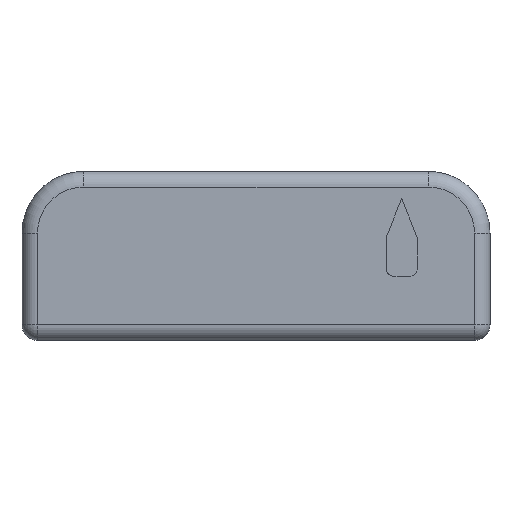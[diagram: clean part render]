
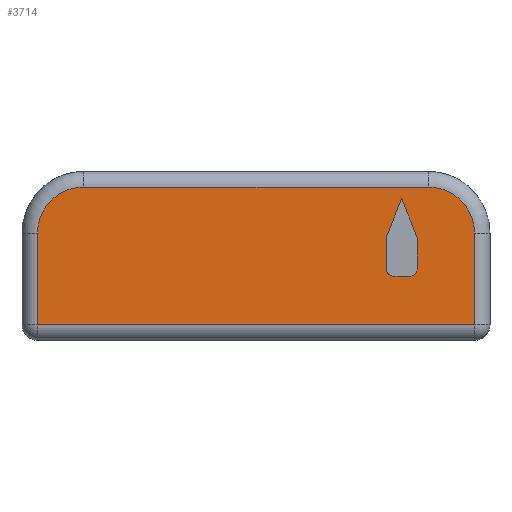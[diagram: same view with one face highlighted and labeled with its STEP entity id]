
A CAD part, left-side view. The second image highlights one B-rep face of the part: STEP entity #3714.
In plain terms, the highlighted planar face has unit normal (-1, 0, 0).
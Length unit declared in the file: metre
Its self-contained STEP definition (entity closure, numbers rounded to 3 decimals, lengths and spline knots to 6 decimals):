
#150=CIRCLE('',#3962,0.005943);
#151=CIRCLE('',#3963,0.005943);
#152=CIRCLE('',#3964,0.001);
#153=CIRCLE('',#3965,0.001);
#403=ORIENTED_EDGE('',*,*,#1522,.T.);
#404=ORIENTED_EDGE('',*,*,#1523,.T.);
#405=ORIENTED_EDGE('',*,*,#1524,.T.);
#406=ORIENTED_EDGE('',*,*,#1525,.T.);
#407=ORIENTED_EDGE('',*,*,#1526,.T.);
#408=ORIENTED_EDGE('',*,*,#1527,.T.);
#409=ORIENTED_EDGE('',*,*,#1528,.F.);
#410=ORIENTED_EDGE('',*,*,#1529,.F.);
#411=ORIENTED_EDGE('',*,*,#1530,.F.);
#412=ORIENTED_EDGE('',*,*,#1531,.F.);
#413=ORIENTED_EDGE('',*,*,#1532,.F.);
#414=ORIENTED_EDGE('',*,*,#1533,.F.);
#415=ORIENTED_EDGE('',*,*,#1534,.F.);
#1522=EDGE_CURVE('',#2075,#2076,#2428,.T.);
#1523=EDGE_CURVE('',#2076,#2077,#2429,.T.);
#1524=EDGE_CURVE('',#2077,#2078,#2430,.F.);
#1525=EDGE_CURVE('',#2078,#2079,#150,.F.);
#1526=EDGE_CURVE('',#2079,#2080,#2431,.F.);
#1527=EDGE_CURVE('',#2080,#2075,#151,.F.);
#1528=EDGE_CURVE('',#2081,#2082,#2432,.T.);
#1529=EDGE_CURVE('',#2083,#2081,#2433,.T.);
#1530=EDGE_CURVE('',#2084,#2083,#152,.F.);
#1531=EDGE_CURVE('',#2085,#2084,#2434,.T.);
#1532=EDGE_CURVE('',#2086,#2085,#153,.F.);
#1533=EDGE_CURVE('',#2087,#2086,#2435,.T.);
#1534=EDGE_CURVE('',#2082,#2087,#2436,.T.);
#2075=VERTEX_POINT('',#5600);
#2076=VERTEX_POINT('',#5601);
#2077=VERTEX_POINT('',#5603);
#2078=VERTEX_POINT('',#5605);
#2079=VERTEX_POINT('',#5607);
#2080=VERTEX_POINT('',#5609);
#2081=VERTEX_POINT('',#5612);
#2082=VERTEX_POINT('',#5613);
#2083=VERTEX_POINT('',#5615);
#2084=VERTEX_POINT('',#5617);
#2085=VERTEX_POINT('',#5619);
#2086=VERTEX_POINT('',#5621);
#2087=VERTEX_POINT('',#5623);
#2428=LINE('',#5599,#2838);
#2429=LINE('',#5602,#2839);
#2430=LINE('',#5604,#2840);
#2431=LINE('',#5608,#2841);
#2432=LINE('',#5611,#2842);
#2433=LINE('',#5614,#2843);
#2434=LINE('',#5618,#2844);
#2435=LINE('',#5622,#2845);
#2436=LINE('',#5624,#2846);
#2838=VECTOR('',#4448,1.);
#2839=VECTOR('',#4449,1.);
#2840=VECTOR('',#4450,1.);
#2841=VECTOR('',#4453,1.);
#2842=VECTOR('',#4456,1.);
#2843=VECTOR('',#4457,1.);
#2844=VECTOR('',#4460,1.);
#2845=VECTOR('',#4463,1.);
#2846=VECTOR('',#4464,1.);
#3162=EDGE_LOOP('',(#403,#404,#405,#406,#407,#408));
#3163=EDGE_LOOP('',(#409,#410,#411,#412,#413,#414,#415));
#3373=FACE_BOUND('',#3162,.T.);
#3374=FACE_BOUND('',#3163,.T.);
#3580=PLANE('',#3961);
#3714=ADVANCED_FACE('',(#3373,#3374),#3580,.F.);
#3961=AXIS2_PLACEMENT_3D('',#5598,#4446,#4447);
#3962=AXIS2_PLACEMENT_3D('',#5606,#4451,#4452);
#3963=AXIS2_PLACEMENT_3D('',#5610,#4454,#4455);
#3964=AXIS2_PLACEMENT_3D('',#5616,#4458,#4459);
#3965=AXIS2_PLACEMENT_3D('',#5620,#4461,#4462);
#4446=DIRECTION('',(1.,0.,0.));
#4447=DIRECTION('',(0.,1.,0.));
#4448=DIRECTION('',(0.,0.,-1.));
#4449=DIRECTION('',(0.,-1.,0.));
#4450=DIRECTION('',(0.,0.,-1.));
#4451=DIRECTION('',(1.,0.,0.));
#4452=DIRECTION('',(0.,0.,-1.));
#4453=DIRECTION('',(0.,-1.,0.));
#4454=DIRECTION('',(1.,0.,0.));
#4455=DIRECTION('',(0.,0.,-1.));
#4456=DIRECTION('',(0.,0.371,0.928));
#4457=DIRECTION('',(0.,0.,1.));
#4458=DIRECTION('',(1.,0.,0.));
#4459=DIRECTION('',(0.,0.,-1.));
#4460=DIRECTION('',(0.,-1.,0.));
#4461=DIRECTION('',(1.,0.,0.));
#4462=DIRECTION('',(0.,0.,-1.));
#4463=DIRECTION('',(0.,0.,-1.));
#4464=DIRECTION('',(0.,0.371,-0.928));
#5598=CARTESIAN_POINT('',(-0.0054,0.0104,-0.0015));
#5599=CARTESIAN_POINT('',(-0.0054,0.0282,-0.0015));
#5600=CARTESIAN_POINT('',(-0.0054,0.0282,0.001457));
#5601=CARTESIAN_POINT('',(-0.0054,0.0282,-0.0104));
#5602=CARTESIAN_POINT('',(-0.0054,-0.0302,-0.0104));
#5603=CARTESIAN_POINT('',(-0.0054,-0.0282,-0.0104));
#5604=CARTESIAN_POINT('',(-0.0054,-0.0282,-0.0015));
#5605=CARTESIAN_POINT('',(-0.0054,-0.0282,0.001457));
#5606=CARTESIAN_POINT('',(-0.0054,-0.022257,0.001457));
#5607=CARTESIAN_POINT('',(-0.0054,-0.022257,0.0074));
#5608=CARTESIAN_POINT('',(-0.0054,0.022257,0.0074));
#5609=CARTESIAN_POINT('',(-0.0054,0.022257,0.0074));
#5610=CARTESIAN_POINT('',(-0.0054,0.022257,0.001457));
#5611=CARTESIAN_POINT('',(-0.0054,-0.0198,0.0034));
#5612=CARTESIAN_POINT('',(-0.0054,-0.0208,0.0009));
#5613=CARTESIAN_POINT('',(-0.0054,-0.0188,0.0059));
#5614=CARTESIAN_POINT('',(-0.0054,-0.0208,-0.0011));
#5615=CARTESIAN_POINT('',(-0.0054,-0.0208,-0.0031));
#5616=CARTESIAN_POINT('',(-0.0054,-0.0198,-0.0031));
#5617=CARTESIAN_POINT('',(-0.0054,-0.0198,-0.0041));
#5618=CARTESIAN_POINT('',(-0.0054,-0.0188,-0.0041));
#5619=CARTESIAN_POINT('',(-0.0054,-0.0178,-0.0041));
#5620=CARTESIAN_POINT('',(-0.0054,-0.0178,-0.0031));
#5621=CARTESIAN_POINT('',(-0.0054,-0.0168,-0.0031));
#5622=CARTESIAN_POINT('',(-0.0054,-0.0168,-0.0011));
#5623=CARTESIAN_POINT('',(-0.0054,-0.0168,0.0009));
#5624=CARTESIAN_POINT('',(-0.0054,-0.0178,0.0034));
